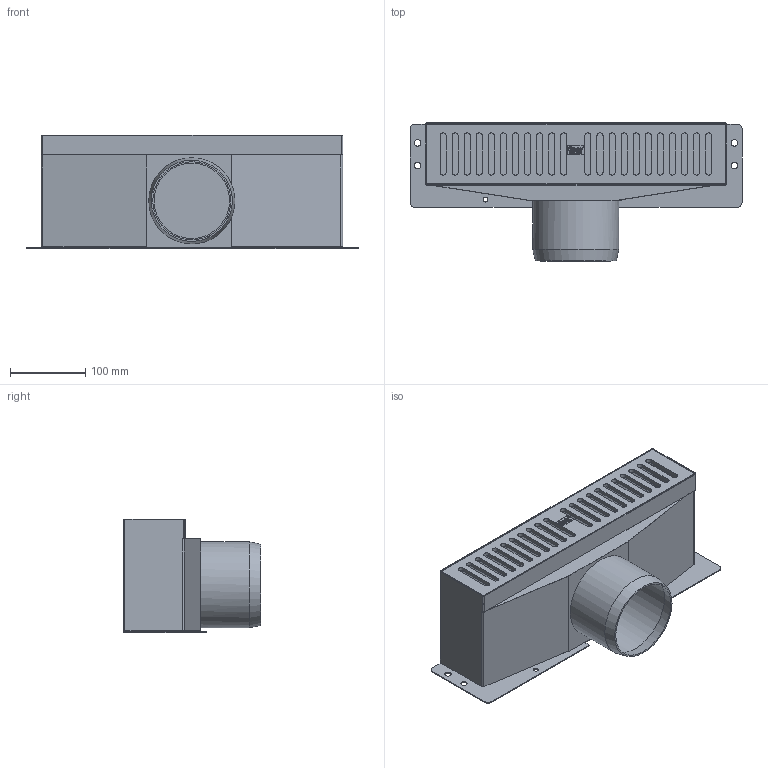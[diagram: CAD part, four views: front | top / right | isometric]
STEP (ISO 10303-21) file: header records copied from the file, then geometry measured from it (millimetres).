
FILE_DESCRIPTION(/* description */ (''),/* implementation_level */ '2;1');
FILE_NAME(/* name */ '52602_URK_.stp',/* time_stamp */ '2015-05-08T09:22:25+02:00',/* author */ ('guzb562'),/* organization */ (''),/* preprocessor_version */ 'ST-DEVELOPER v15.6',/* originating_system */ 'Autodesk Inventor 2015',/* authorisation */ '314278,2 mm^3');
FILE_SCHEMA (('AUTOMOTIVE_DESIGN { 1 0 10303 214 3 1 1 }'));
Length unit declared in the file: millimetre
Products named in the file (1): 52602_URK_
Bounding box: 440 x 182.75 x 150.1 mm (x, y, z)
Volume: 397554.2 mm3; surface area: 494815.1 mm2
Topology: 2 solids, 2 shells, 385 faces, 1076 edges, 711 vertices
Faces by surface type: plane 227, bspline 78, cylinder 78, cone 2
Full cylindrical faces by diameter (mm): 6.5 x1, 8.5 x4, 100 x1, 110 x1, 114 x1
Entity records: 13426 total; most frequent: CARTESIAN_POINT 3609, ORIENTED_EDGE 2126, DIRECTION 1683, EDGE_CURVE 1063, LINE 747, VECTOR 747, VERTEX_POINT 708, EDGE_LOOP 475
